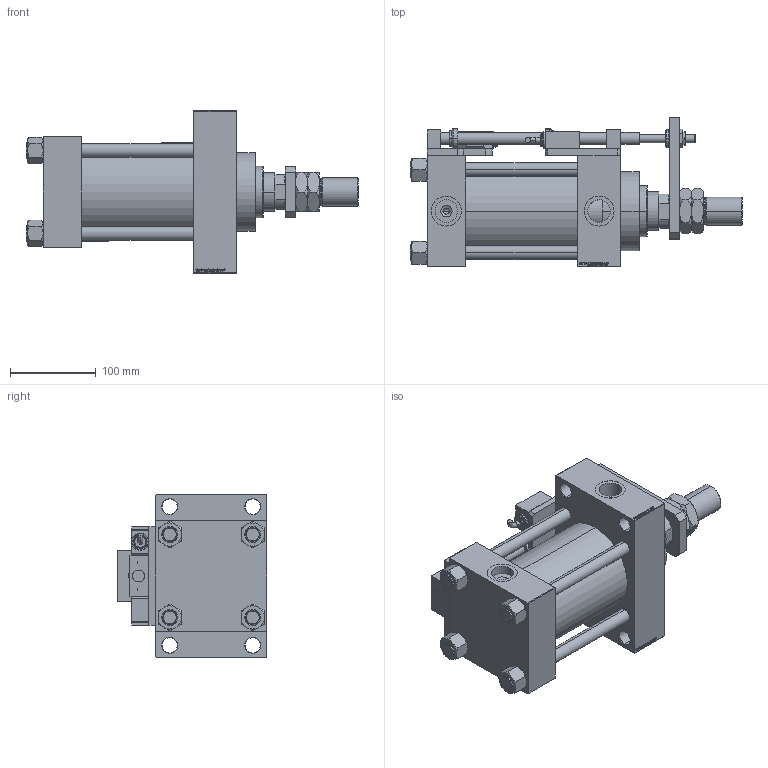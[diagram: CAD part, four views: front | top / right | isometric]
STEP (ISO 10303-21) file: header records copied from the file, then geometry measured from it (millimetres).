
FILE_DESCRIPTION (( 'STEP AP203' ), '1' );
FILE_NAME ('4ce5.STEP', '2022-11-23T07:31:28', ( '' ), ( '' ), 'SwSTEP 2.0', 'SolidWorks 2019', '' );
FILE_SCHEMA (( 'CONFIG_CONTROL_DESIGN' ));
Length unit declared in the file: millimetre
Products named in the file (17): V215CD_SWITCH_Q_SWITCH 50d5a63be21e3f4b789363a95a74e5f8; V215CD_NUT_M5_D 50d5a63be21e3f4b789363a95a74e5f8; V215CD_SWITCH_Q_DIMA 50d5a63be21e3f4b789363a95a74e5f8; V215CD_SWITCH_Q_MAGNET 50d5a63be21e3f4b789363a95a74e5f8; V215CD_VCP_D 50d5a63be21e3f4b789363a95a74e5f8; V215CD_SWITCH_Q_TYC 50d5a63be21e3f4b789363a95a74e5f8; V215CD_VC_A 50d5a63be21e3f4b789363a95a74e5f8; V215CD_MTAS_SWITCH_Q 50d5a63be21e3f4b789363a95a74e5f8; V215CD_SWITCH_Q_ZARAZKA 50d5a63be21e3f4b789363a95a74e5f8; V215CD_SWITCH_Q_BLOK 50d5a63be21e3f4b789363a95a74e5f8; V215CD_SWITCH_Q_NUT10 50d5a63be21e3f4b789363a95a74e5f8; V215CD_D_TYCINKA 50d5a63be21e3f4b789363a95a74e5f8; V215CD_SWITCH_Q_PODLOZKA_BACK 50d5a63be21e3f4b789363a95a74e5f8; 4ce5; V215CD_SWITCH_Q_NUT 50d5a63be21e3f4b789363a95a74e5f8; V215CD_D_Body 50d5a63be21e3f4b789363a95a74e5f8; V215CD_SWITCH_Q_PODLOZKA_FRONT 50d5a63be21e3f4b789363a95a74e5f8
Assembly tree (25 placements, depth 2):
  4ce5
    V215CD_D_Body 50d5a63be21e3f4b789363a95a74e5f8
    V215CD_VC_A 50d5a63be21e3f4b789363a95a74e5f8
    V215CD_VCP_D 50d5a63be21e3f4b789363a95a74e5f8
    V215CD_D_TYCINKA 50d5a63be21e3f4b789363a95a74e5f8  x4
    V215CD_NUT_M5_D 50d5a63be21e3f4b789363a95a74e5f8  x4
    V215CD_SWITCH_Q_BLOK 50d5a63be21e3f4b789363a95a74e5f8  x2
    V215CD_SWITCH_Q_DIMA 50d5a63be21e3f4b789363a95a74e5f8
    V215CD_SWITCH_Q_MAGNET 50d5a63be21e3f4b789363a95a74e5f8  x2
    V215CD_SWITCH_Q_NUT 50d5a63be21e3f4b789363a95a74e5f8
    V215CD_SWITCH_Q_NUT10 50d5a63be21e3f4b789363a95a74e5f8
    V215CD_SWITCH_Q_PODLOZKA_BACK 50d5a63be21e3f4b789363a95a74e5f8
    V215CD_SWITCH_Q_PODLOZKA_FRONT 50d5a63be21e3f4b789363a95a74e5f8
    V215CD_SWITCH_Q_SWITCH 50d5a63be21e3f4b789363a95a74e5f8  x2
    V215CD_SWITCH_Q_TYC 50d5a63be21e3f4b789363a95a74e5f8
    V215CD_SWITCH_Q_ZARAZKA 50d5a63be21e3f4b789363a95a74e5f8
    V215CD_MTAS_SWITCH_Q 50d5a63be21e3f4b789363a95a74e5f8
Bounding box: 388 x 175 x 190 mm (x, y, z)
Volume: 3219037.5 mm3; surface area: 526614 mm2
Topology: 25 solids, 25 shells, 1436 faces, 3535 edges, 2280 vertices
Faces by surface type: plane 683, bspline 368, cone 183, cylinder 164, torus 38
Entity records: 55231 total; most frequent: CARTESIAN_POINT 26696, ORIENTED_EDGE 6010, DIRECTION 4308, EDGE_CURVE 3005, VERTEX_POINT 1954, LINE 1760, VECTOR 1760, EDGE_LOOP 1369
